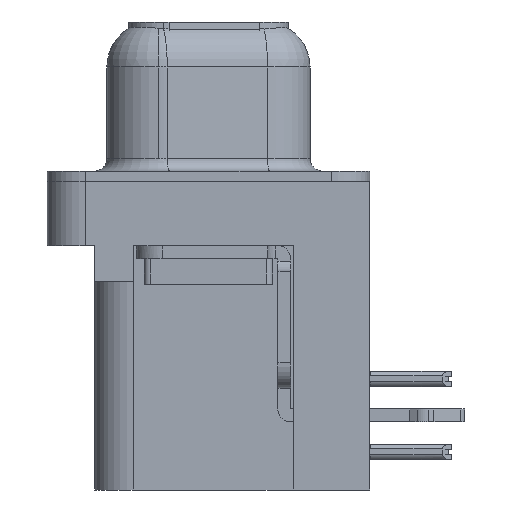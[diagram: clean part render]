
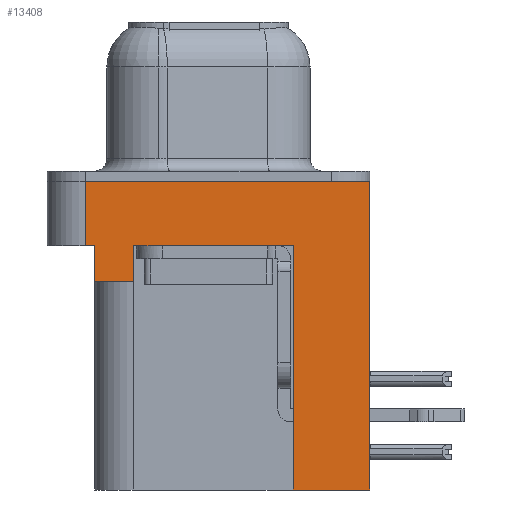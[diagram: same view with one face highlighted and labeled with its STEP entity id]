
A CAD part, left-side view. The second image highlights one B-rep face of the part: STEP entity #13408.
In plain terms, the highlighted planar face has unit normal (-1, 0, 0).
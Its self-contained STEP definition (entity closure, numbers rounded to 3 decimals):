
#359 = CARTESIAN_POINT ( 'NONE',  ( -2.91, -6.275, -2.5 ) ) ;
#538 = CARTESIAN_POINT ( 'NONE',  ( -2.91, -3.295, -12. ) ) ;
#769 = ORIENTED_EDGE ( 'NONE', *, *, #1763, .T. ) ;
#817 = EDGE_CURVE ( 'NONE', #21474, #3662, #8926, .T. ) ;
#1308 = VECTOR ( 'NONE', #9170, 1000. ) ;
#1611 = VECTOR ( 'NONE', #20404, 1000. ) ;
#1670 = ORIENTED_EDGE ( 'NONE', *, *, #817, .T. ) ;
#1763 = EDGE_CURVE ( 'NONE', #3662, #8996, #22421, .T. ) ;
#1879 = LINE ( 'NONE', #20407, #1308 ) ;
#1938 = EDGE_CURVE ( 'NONE', #21474, #2874, #1879, .T. ) ;
#2874 = VERTEX_POINT ( 'NONE', #11035 ) ;
#3146 = FACE_OUTER_BOUND ( 'NONE', #6339, .T. ) ;
#3345 = CARTESIAN_POINT ( 'NONE',  ( -2.91, -6.275, 0. ) ) ;
#3368 = VECTOR ( 'NONE', #9629, 1000. ) ;
#3662 = VERTEX_POINT ( 'NONE', #18864 ) ;
#3746 = CARTESIAN_POINT ( 'NONE',  ( -2.91, -3.295, -12. ) ) ;
#3799 = DIRECTION ( 'NONE',  ( 0., 0., 1. ) ) ;
#4102 = EDGE_CURVE ( 'NONE', #16756, #13112, #19752, .T. ) ;
#4252 = LINE ( 'NONE', #18250, #21553 ) ;
#4577 = LINE ( 'NONE', #10509, #17143 ) ;
#5824 = ORIENTED_EDGE ( 'NONE', *, *, #11474, .F. ) ;
#6339 = EDGE_LOOP ( 'NONE', ( #13817, #5824, #7561, #15800, #10244, #1670, #769, #14015, #22623, #10845 ) ) ;
#6444 = LINE ( 'NONE', #14169, #15519 ) ;
#6613 = VERTEX_POINT ( 'NONE', #20957 ) ;
#7561 = ORIENTED_EDGE ( 'NONE', *, *, #8365, .T. ) ;
#7649 = DIRECTION ( 'NONE',  ( 0., 0., 1. ) ) ;
#8053 = CARTESIAN_POINT ( 'NONE',  ( -2.91, 4.775, 0. ) ) ;
#8365 = EDGE_CURVE ( 'NONE', #6613, #19338, #6444, .T. ) ;
#8457 = CARTESIAN_POINT ( 'NONE',  ( -2.91, 4.775, -2.5 ) ) ;
#8926 = LINE ( 'NONE', #9959, #3368 ) ;
#8996 = VERTEX_POINT ( 'NONE', #9359 ) ;
#9021 = DIRECTION ( 'NONE',  ( 0., 0., 1. ) ) ;
#9170 = DIRECTION ( 'NONE',  ( 0., 1., 0. ) ) ;
#9183 = CARTESIAN_POINT ( 'NONE',  ( -2.91, -6.275, -12. ) ) ;
#9359 = CARTESIAN_POINT ( 'NONE',  ( -2.91, -3.295, -2.5 ) ) ;
#9528 = LINE ( 'NONE', #15147, #15977 ) ;
#9629 = DIRECTION ( 'NONE',  ( 0., 0., 1. ) ) ;
#9633 = AXIS2_PLACEMENT_3D ( 'NONE', #359, #11815, #11484 ) ;
#9959 = CARTESIAN_POINT ( 'NONE',  ( -2.91, 2.895, -3.9 ) ) ;
#10244 = ORIENTED_EDGE ( 'NONE', *, *, #1938, .F. ) ;
#10389 = VECTOR ( 'NONE', #20356, 1000. ) ;
#10444 = CARTESIAN_POINT ( 'NONE',  ( -2.91, -6.275, -2.5 ) ) ;
#10509 = CARTESIAN_POINT ( 'NONE',  ( -2.91, -6.275, -2.5 ) ) ;
#10845 = ORIENTED_EDGE ( 'NONE', *, *, #11501, .T. ) ;
#11035 = CARTESIAN_POINT ( 'NONE',  ( -2.91, 4.425, -3.9 ) ) ;
#11295 = VECTOR ( 'NONE', #23702, 1000. ) ;
#11474 = EDGE_CURVE ( 'NONE', #6613, #19855, #22122, .T. ) ;
#11484 = DIRECTION ( 'NONE',  ( 0., 0., 1. ) ) ;
#11501 = EDGE_CURVE ( 'NONE', #16756, #17847, #4577, .T. ) ;
#11571 = EDGE_CURVE ( 'NONE', #13112, #8996, #9528, .T. ) ;
#11815 = DIRECTION ( 'NONE',  ( -1., 0., 0. ) ) ;
#12686 = CARTESIAN_POINT ( 'NONE',  ( -2.91, 2.895, -3.9 ) ) ;
#13112 = VERTEX_POINT ( 'NONE', #538 ) ;
#13408 = ADVANCED_FACE ( 'NONE', ( #3146 ), #17286, .T. ) ;
#13767 = VECTOR ( 'NONE', #7649, 1000. ) ;
#13817 = ORIENTED_EDGE ( 'NONE', *, *, #16120, .F. ) ;
#14015 = ORIENTED_EDGE ( 'NONE', *, *, #11571, .F. ) ;
#14169 = CARTESIAN_POINT ( 'NONE',  ( -2.91, -6.275, -2.5 ) ) ;
#15147 = CARTESIAN_POINT ( 'NONE',  ( -2.91, -3.295, -12. ) ) ;
#15519 = VECTOR ( 'NONE', #19892, 1000. ) ;
#15800 = ORIENTED_EDGE ( 'NONE', *, *, #19787, .F. ) ;
#15977 = VECTOR ( 'NONE', #3799, 1000. ) ;
#16120 = EDGE_CURVE ( 'NONE', #19855, #17847, #4252, .T. ) ;
#16756 = VERTEX_POINT ( 'NONE', #9183 ) ;
#17143 = VECTOR ( 'NONE', #9021, 1000. ) ;
#17286 = PLANE ( 'NONE',  #9633 ) ;
#17426 = CARTESIAN_POINT ( 'NONE',  ( -2.91, 4.425, -2.5 ) ) ;
#17847 = VERTEX_POINT ( 'NONE', #3345 ) ;
#18250 = CARTESIAN_POINT ( 'NONE',  ( -2.91, -6.275, 0. ) ) ;
#18864 = CARTESIAN_POINT ( 'NONE',  ( -2.91, 2.895, -2.5 ) ) ;
#18874 = CARTESIAN_POINT ( 'NONE',  ( -2.91, 4.425, -3.9 ) ) ;
#19035 = LINE ( 'NONE', #18874, #13767 ) ;
#19338 = VERTEX_POINT ( 'NONE', #17426 ) ;
#19752 = LINE ( 'NONE', #3746, #10389 ) ;
#19787 = EDGE_CURVE ( 'NONE', #2874, #19338, #19035, .T. ) ;
#19855 = VERTEX_POINT ( 'NONE', #8053 ) ;
#19892 = DIRECTION ( 'NONE',  ( 0., -1., 0. ) ) ;
#20356 = DIRECTION ( 'NONE',  ( 0., 1., 0. ) ) ;
#20404 = DIRECTION ( 'NONE',  ( 0., 0., 1. ) ) ;
#20407 = CARTESIAN_POINT ( 'NONE',  ( -2.91, 4.425, -3.9 ) ) ;
#20957 = CARTESIAN_POINT ( 'NONE',  ( -2.91, 4.775, -2.5 ) ) ;
#21474 = VERTEX_POINT ( 'NONE', #12686 ) ;
#21553 = VECTOR ( 'NONE', #22002, 1000. ) ;
#22002 = DIRECTION ( 'NONE',  ( 0., -1., 0. ) ) ;
#22122 = LINE ( 'NONE', #8457, #1611 ) ;
#22421 = LINE ( 'NONE', #10444, #11295 ) ;
#22623 = ORIENTED_EDGE ( 'NONE', *, *, #4102, .F. ) ;
#23702 = DIRECTION ( 'NONE',  ( 0., -1., 0. ) ) ;
